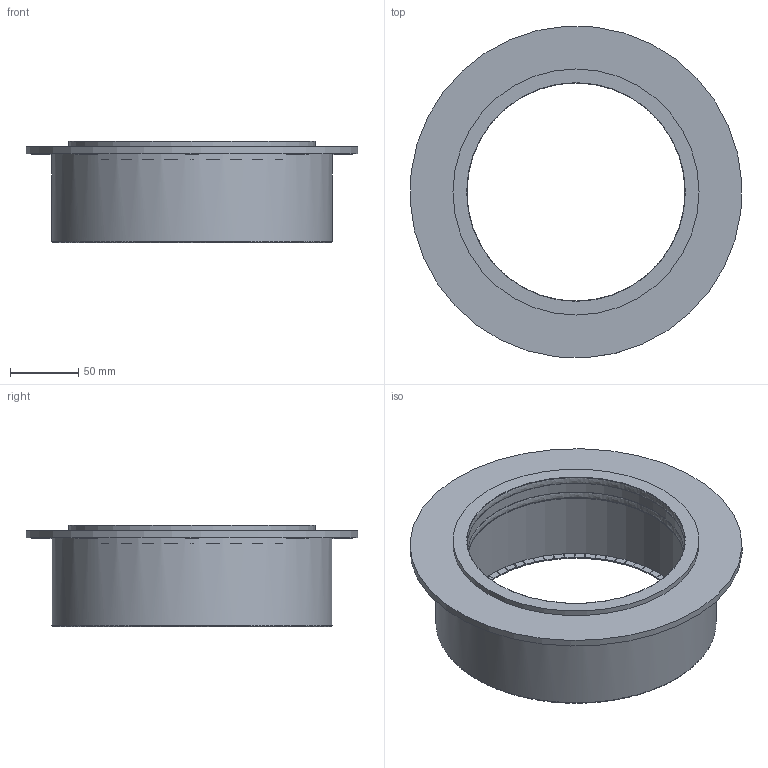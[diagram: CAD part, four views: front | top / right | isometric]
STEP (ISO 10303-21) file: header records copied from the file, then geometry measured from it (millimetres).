
FILE_DESCRIPTION((''),'2;1');
FILE_NAME('SLEEV-IT WT-MAR160M.stp','2014-11-17T14:57:16',('se-emikul'),(''),'Autodesk Inventor 2013','Autodesk Inventor 2013','');
FILE_SCHEMA(('AUTOMOTIVE_DESIGN { 1 0 10303 214 1 1 1 1 }'));
Length unit declared in the file: millimetre
Products named in the file (1): SLEEV-IT WT-MAR160M
Bounding box: 242.61 x 242.61 x 74 mm (x, y, z)
Volume: 753516.6 mm3; surface area: 283012.2 mm2
Topology: 4 solids, 4 shells, 563 faces, 1501 edges, 956 vertices
Faces by surface type: plane 464, torus 69, cylinder 27, revolution 2, cone 1
Full cylindrical faces by diameter (mm): 160 x3, 168.5 x1, 169.5 x1, 173.2 x1, 180 x1, 203.2 x2, 205 x1, 243 x1
Entity records: 18919 total; most frequent: CARTESIAN_POINT 4249, ORIENTED_EDGE 2974, DIRECTION 2904, EDGE_CURVE 1487, AXIS2_PLACEMENT_3D 989, VERTEX_POINT 954, VECTOR 924, LINE 924
